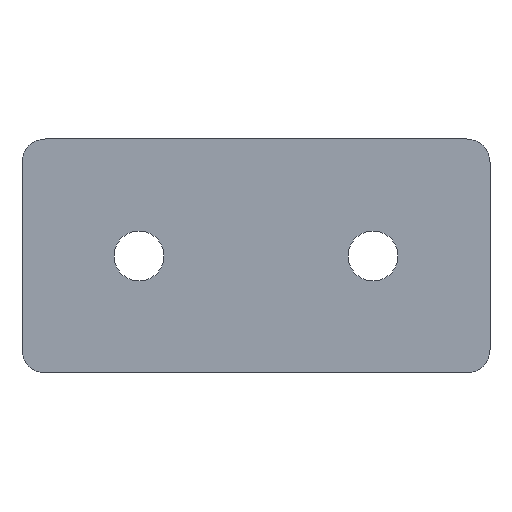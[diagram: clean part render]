
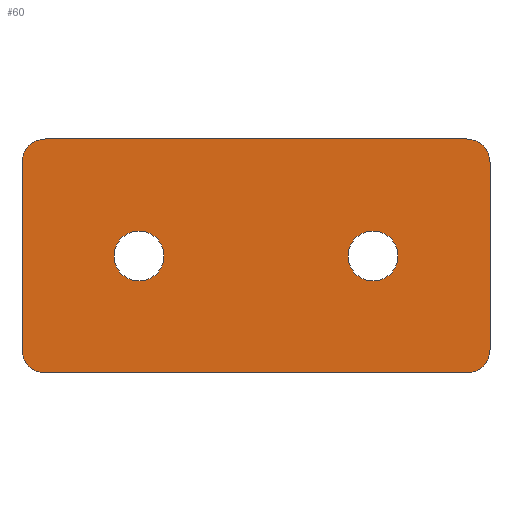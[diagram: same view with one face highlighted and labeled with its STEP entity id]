
A CAD part, front view. The second image highlights one B-rep face of the part: STEP entity #60.
In plain terms, the highlighted planar face has unit normal (0, -1, 0).
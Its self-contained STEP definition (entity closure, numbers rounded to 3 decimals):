
#60 = ADVANCED_FACE( '', ( #120, #121, #122 ), #123, .F. );
#120 = FACE_BOUND( '', #177, .T. );
#121 = FACE_BOUND( '', #178, .T. );
#122 = FACE_OUTER_BOUND( '', #179, .T. );
#123 = PLANE( '', #180 );
#177 = EDGE_LOOP( '', ( #271 ) );
#178 = EDGE_LOOP( '', ( #272 ) );
#179 = EDGE_LOOP( '', ( #273, #274, #275, #276, #277, #278, #279, #280 ) );
#180 = AXIS2_PLACEMENT_3D( '', #281, #282, #283 );
#271 = ORIENTED_EDGE( '', *, *, #344, .F. );
#272 = ORIENTED_EDGE( '', *, *, #307, .F. );
#273 = ORIENTED_EDGE( '', *, *, #337, .F. );
#274 = ORIENTED_EDGE( '', *, *, #341, .F. );
#275 = ORIENTED_EDGE( '', *, *, #321, .F. );
#276 = ORIENTED_EDGE( '', *, *, #317, .F. );
#277 = ORIENTED_EDGE( '', *, *, #310, .F. );
#278 = ORIENTED_EDGE( '', *, *, #333, .F. );
#279 = ORIENTED_EDGE( '', *, *, #346, .F. );
#280 = ORIENTED_EDGE( '', *, *, #325, .F. );
#281 = CARTESIAN_POINT( '', ( 3., 0., -12. ) );
#282 = DIRECTION( '', ( 0., 1., 0. ) );
#283 = DIRECTION( '', ( 0., 0., 1. ) );
#307 = EDGE_CURVE( '', #351, #351, #352, .T. );
#310 = EDGE_CURVE( '', #356, #357, #358, .T. );
#317 = EDGE_CURVE( '', #357, #368, #369, .T. );
#321 = EDGE_CURVE( '', #368, #374, #375, .T. );
#325 = EDGE_CURVE( '', #380, #381, #382, .T. );
#333 = EDGE_CURVE( '', #394, #356, #395, .T. );
#337 = EDGE_CURVE( '', #400, #380, #401, .T. );
#341 = EDGE_CURVE( '', #374, #400, #406, .T. );
#344 = EDGE_CURVE( '', #409, #409, #410, .T. );
#346 = EDGE_CURVE( '', #381, #394, #412, .T. );
#351 = VERTEX_POINT( '', #417 );
#352 = CIRCLE( '', #418, 3.2 );
#356 = VERTEX_POINT( '', #422 );
#357 = VERTEX_POINT( '', #423 );
#358 = CIRCLE( '', #424, 3. );
#368 = VERTEX_POINT( '', #436 );
#369 = LINE( '', #437, #438 );
#374 = VERTEX_POINT( '', #445 );
#375 = CIRCLE( '', #446, 3. );
#380 = VERTEX_POINT( '', #452 );
#381 = VERTEX_POINT( '', #453 );
#382 = LINE( '', #454, #455 );
#394 = VERTEX_POINT( '', #470 );
#395 = LINE( '', #471, #472 );
#400 = VERTEX_POINT( '', #479 );
#401 = CIRCLE( '', #480, 3. );
#406 = LINE( '', #486, #487 );
#409 = VERTEX_POINT( '', #491 );
#410 = CIRCLE( '', #492, 3.2 );
#412 = CIRCLE( '', #494, 3. );
#417 = CARTESIAN_POINT( '', ( 15., 0., -3.2 ) );
#418 = AXIS2_PLACEMENT_3D( '', #498, #499, #500 );
#422 = CARTESIAN_POINT( '', ( 57., 0., 15. ) );
#423 = CARTESIAN_POINT( '', ( 60., 0., 12. ) );
#424 = AXIS2_PLACEMENT_3D( '', #504, #505, #506 );
#436 = CARTESIAN_POINT( '', ( 60., 0., -12. ) );
#437 = CARTESIAN_POINT( '', ( 60., 0., 12. ) );
#438 = VECTOR( '', #515, 1000. );
#445 = CARTESIAN_POINT( '', ( 57., 0., -15. ) );
#446 = AXIS2_PLACEMENT_3D( '', #518, #519, #520 );
#452 = CARTESIAN_POINT( '', ( 0., 0., -12. ) );
#453 = CARTESIAN_POINT( '', ( 0., 0., 12. ) );
#454 = CARTESIAN_POINT( '', ( 0., 0., -12. ) );
#455 = VECTOR( '', #525, 1000. );
#470 = CARTESIAN_POINT( '', ( 3., 0., 15. ) );
#471 = CARTESIAN_POINT( '', ( 3., 0., 15. ) );
#472 = VECTOR( '', #535, 1000. );
#479 = CARTESIAN_POINT( '', ( 3., 0., -15. ) );
#480 = AXIS2_PLACEMENT_3D( '', #538, #539, #540 );
#486 = CARTESIAN_POINT( '', ( 57., 0., -15. ) );
#487 = VECTOR( '', #545, 1000. );
#491 = CARTESIAN_POINT( '', ( 45., 0., -3.2 ) );
#492 = AXIS2_PLACEMENT_3D( '', #547, #548, #549 );
#494 = AXIS2_PLACEMENT_3D( '', #550, #551, #552 );
#498 = CARTESIAN_POINT( '', ( 15., 0., 0. ) );
#499 = DIRECTION( '', ( 0., -1., 0. ) );
#500 = DIRECTION( '', ( 0., 0., -1. ) );
#504 = CARTESIAN_POINT( '', ( 57., 0., 12. ) );
#505 = DIRECTION( '', ( 0., 1., 0. ) );
#506 = DIRECTION( '', ( 1., 0., 0. ) );
#515 = DIRECTION( '', ( 0., 0., -1. ) );
#518 = CARTESIAN_POINT( '', ( 57., 0., -12. ) );
#519 = DIRECTION( '', ( 0., 1., 0. ) );
#520 = DIRECTION( '', ( 1., 0., 0. ) );
#525 = DIRECTION( '', ( 0., 0., 1. ) );
#535 = DIRECTION( '', ( 1., 0., 0. ) );
#538 = CARTESIAN_POINT( '', ( 3., 0., -12. ) );
#539 = DIRECTION( '', ( 0., 1., 0. ) );
#540 = DIRECTION( '', ( 1., 0., 0. ) );
#545 = DIRECTION( '', ( -1., 0., 0. ) );
#547 = CARTESIAN_POINT( '', ( 45., 0., 0. ) );
#548 = DIRECTION( '', ( 0., -1., 0. ) );
#549 = DIRECTION( '', ( 0., 0., -1. ) );
#550 = CARTESIAN_POINT( '', ( 3., 0., 12. ) );
#551 = DIRECTION( '', ( 0., 1., 0. ) );
#552 = DIRECTION( '', ( 1., 0., 0. ) );
